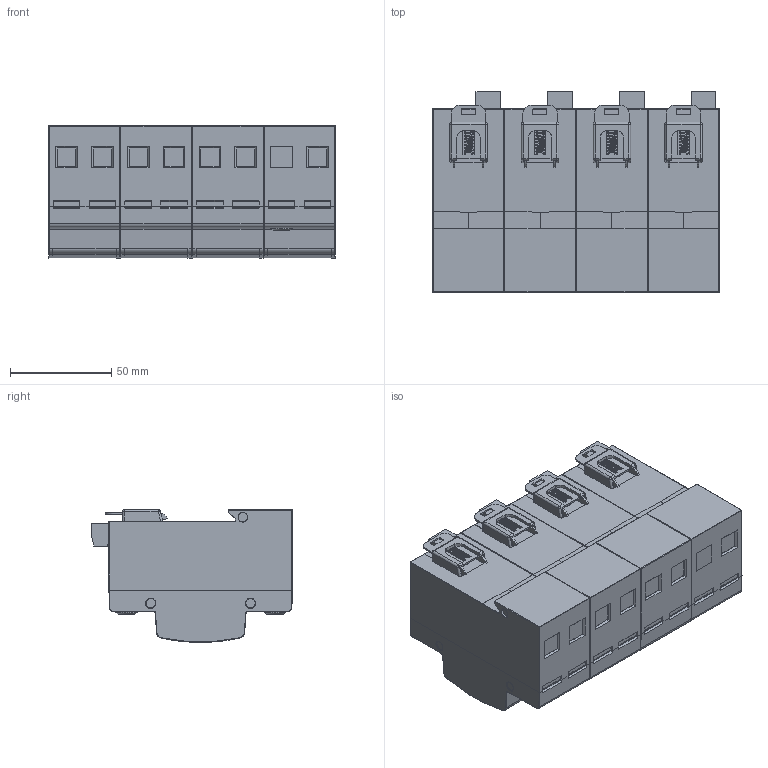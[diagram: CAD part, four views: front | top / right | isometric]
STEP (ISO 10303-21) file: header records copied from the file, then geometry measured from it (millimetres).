
FILE_DESCRIPTION (( 'STEP AP214' ), '1' );
FILE_NAME ('ﾊ2ﾐ ﾑﾂ 3+1 C.STEP', '2023-12-14T16:25:28', ( '' ), ( '' ), 'SwSTEP 2.0', 'SolidWorks 2018', '' );
FILE_SCHEMA (( 'AUTOMOTIVE_DESIGN' ));
Length unit declared in the file: millimetre
Products named in the file (12): 庍1_摳諘_def; _X2_0160_X0_ROUB M1.6x2.5 5.08, 3.81; ﾇ瑟鶴 7822 ﾐﾓﾑ; 庍1_諘蜱齁罻 膴鵽; 恃1_牮赅_def; 15EDGK - 3.81 3P; 鎔艜 6x16 DIN965 Zn; 砎鵵鴈趌00; ﾊ2ﾐ ﾑﾂ 3+1 C; ÊÑ1_çàãëóøêà êâàäðàò; 庍1_鍧霟膰 瀔鍡譇籦鍷_def; 抔樦擨鴀 15EDGK-3.81-03P-14
Assembly tree (54 placements, depth 3):
  ﾊ2ﾐ ﾑﾂ 3+1 C
    庍1_摳諘_def  x4
    恃1_牮赅_def  x4
    庍1_諘蜱齁罻 膴鵽  x5
    ÊÑ1_çàãëóøêà êâàäðàò  x5
    ﾇ瑟鶴 7822 ﾐﾓﾑ  x6
    砎鵵鴈趌00  x6
    鎔艜 6x16 DIN965 Zn  x9
    庍1_鍧霟膰 瀔鍡譇籦鍷_def  x6
    抔樦擨鴀 15EDGK-3.81-03P-14  x5
      15EDGK - 3.81 3P
      _X2_0160_X0_ROUB M1.6x2.5 5.08, 3.81
Bounding box: 141.72 x 99.08 x 65.62 mm (x, y, z)
Volume: 696025.5 mm3; surface area: 136799.2 mm2
Topology: 65 solids, 65 shells, 3098 faces, 7680 edges, 4840 vertices
Faces by surface type: plane 1708, cylinder 696, cone 386, bspline 232, torus 58, sphere 18
Entity records: 24952 total; most frequent: CARTESIAN_POINT 7363, DIRECTION 2904, ORIENTED_EDGE 2904, EDGE_CURVE 1452, AXIS2_PLACEMENT_3D 980, VECTOR 944, LINE 944, VERTEX_POINT 917
